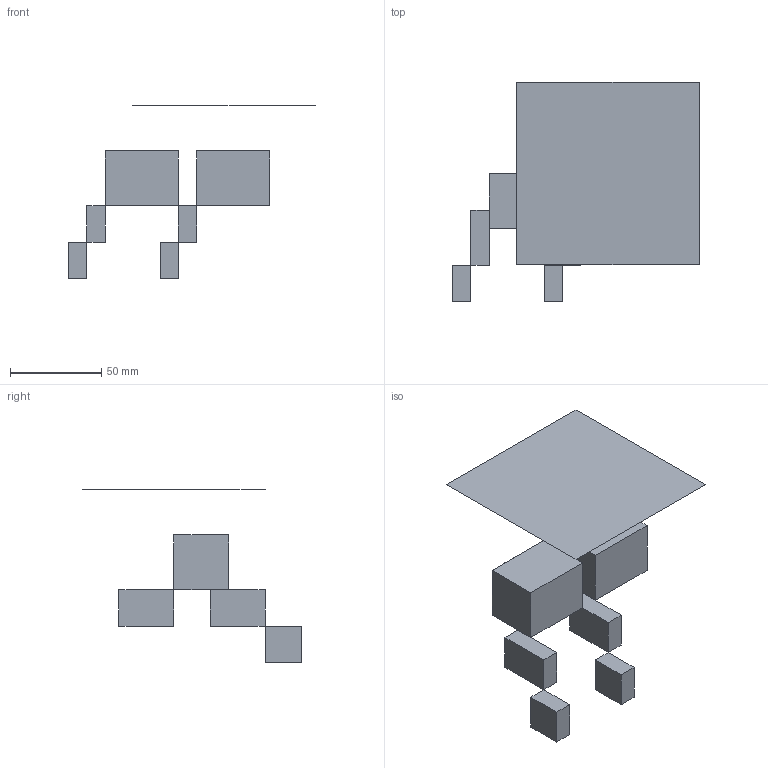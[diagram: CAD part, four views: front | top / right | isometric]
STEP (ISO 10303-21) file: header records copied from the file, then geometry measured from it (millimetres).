
FILE_DESCRIPTION(('Open CASCADE Model'),'2;1');
FILE_NAME('Open CASCADE Shape Model','2013-05-07T15:15:29',('Author'),( 'Open CASCADE'),'Open CASCADE STEP processor 6.6','Open CASCADE 6.6' ,'Unknown');
FILE_SCHEMA(('AUTOMOTIVE_DESIGN_CC2 { 1 2 10303 214 -1 1 5 4 }'));
Length unit declared in the file: millimetre
Products named in the file (10): ASSEMBLY; Box1; Box2; Edge4; Plane; ASSEMBLY01; ASSEMBLY02; Box3; Open CASCADE STEP translator 6.6 1.7.1.5; Open CASCADE STEP translator 6.6 1.8
Assembly tree (14 placements, depth 4):
  ASSEMBLY
    Box1  x2
    Box2  x2
    Edge4
    Plane
    ASSEMBLY01
      ASSEMBLY02
        Box3  x2
        Box1
        Edge4
        Open CASCADE STEP translator 6.6 1.7.1.5
    Open CASCADE STEP translator 6.6 1.8
Bounding box: 135 x 120 x 95 mm (x, y, z)
Volume: 98000 mm3; surface area: 33000 mm2
Topology: 7 solids, 8 shells, 43 faces, 90 edges, 66 vertices
Faces by surface type: plane 43
Entity records: 1294 total; most frequent: DIRECTION 185, CARTESIAN_POINT 183, LINE 117, VECTOR 117, ORIENTED_EDGE 76, PCURVE 76, DEFINITIONAL_REPRESENTATION 76, EDGE_CURVE 40
